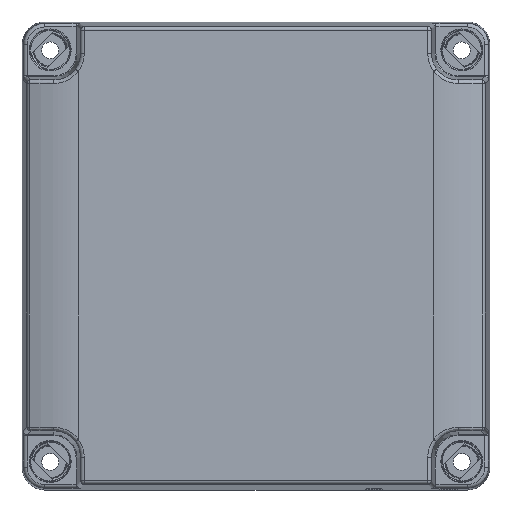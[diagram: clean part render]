
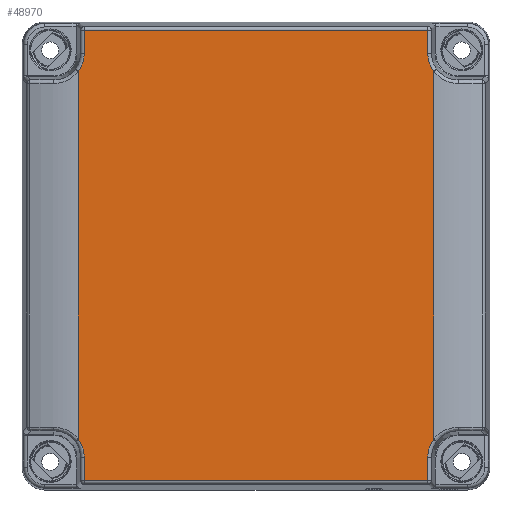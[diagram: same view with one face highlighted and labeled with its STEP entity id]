
A CAD part, top view. The second image highlights one B-rep face of the part: STEP entity #48970.
In plain terms, the highlighted planar face has unit normal (0, 0, 1).
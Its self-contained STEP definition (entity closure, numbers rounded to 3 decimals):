
#42849=DIRECTION('',(-1.,0.,0.));
#42850=VECTOR('',#42849,91.802);
#42851=CARTESIAN_POINT('',(45.901,-60.208,75.));
#42852=LINE('',#42851,#42850);
#43142=DIRECTION('',(1.,0.,0.));
#43143=VECTOR('',#43142,91.802);
#43144=CARTESIAN_POINT('',(-45.901,60.208,75.));
#43145=LINE('',#43144,#43143);
#43390=DIRECTION('',(0.,1.,0.));
#43391=VECTOR('',#43390,6.208);
#43392=CARTESIAN_POINT('',(-45.901,54.,75.));
#43393=LINE('',#43392,#43391);
#43399=DIRECTION('',(0.,1.,0.));
#43400=VECTOR('',#43399,98.337);
#43401=CARTESIAN_POINT('',(-47.5,-49.168,
75.));
#43402=LINE('',#43401,#43400);
#43403=DIRECTION('',(0.,1.,0.));
#43404=VECTOR('',#43403,6.208);
#43405=CARTESIAN_POINT('',(45.901,54.,75.));
#43406=LINE('',#43405,#43404);
#43601=DIRECTION('',(0.,1.,0.));
#43602=VECTOR('',#43601,6.208);
#43603=CARTESIAN_POINT('',(45.901,-60.208,75.));
#43604=LINE('',#43603,#43602);
#43614=CARTESIAN_POINT('',(54.,-54.,75.));
#43615=DIRECTION('',(0.,0.,-1.));
#43616=DIRECTION('',(-1.,0.,0.));
#43617=AXIS2_PLACEMENT_3D('',#43614,#43615,#43616);
#43652=DIRECTION('',(0.,1.,0.));
#43653=VECTOR('',#43652,98.337);
#43654=CARTESIAN_POINT('',(47.5,-49.168,
75.));
#43655=LINE('',#43654,#43653);
#43695=CARTESIAN_POINT('',(47.5,49.168,75.));
#43711=CARTESIAN_POINT('',(54.,54.,75.));
#43712=DIRECTION('',(0.,0.,-1.));
#43713=DIRECTION('',(-0.803,-0.597,0.));
#43714=AXIS2_PLACEMENT_3D('',#43711,#43712,#43713);
#43753=DIRECTION('',(0.,-1.,0.));
#43754=VECTOR('',#43753,6.208);
#43755=CARTESIAN_POINT('',(-45.901,-54.,75.));
#43756=LINE('',#43755,#43754);
#43889=CARTESIAN_POINT('',(-54.,-54.,75.));
#43890=DIRECTION('',(0.,0.,-1.));
#43891=DIRECTION('',(0.803,0.597,0.));
#43892=AXIS2_PLACEMENT_3D('',#43889,#43890,#43891);
#43913=CARTESIAN_POINT('',(-54.,54.,75.));
#43914=DIRECTION('',(0.,0.,1.));
#43915=DIRECTION('',(0.803,-0.597,0.));
#43916=AXIS2_PLACEMENT_3D('',#43913,#43914,#43915);
#44730=CARTESIAN_POINT('',(-45.901,54.,75.));
#44731=CARTESIAN_POINT('',(-45.901,60.208,75.));
#44732=VERTEX_POINT('',#44730);
#44733=VERTEX_POINT('',#44731);
#44736=CARTESIAN_POINT('',(-47.5,49.168,75.));
#44737=VERTEX_POINT('',#44736);
#44742=CARTESIAN_POINT('',(45.901,60.208,75.));
#44743=VERTEX_POINT('',#44742);
#44804=CARTESIAN_POINT('',(45.901,-60.208,75.));
#44805=CARTESIAN_POINT('',(-45.901,-60.208,75.));
#44806=VERTEX_POINT('',#44804);
#44807=VERTEX_POINT('',#44805);
#44828=CARTESIAN_POINT('',(-45.901,-54.,75.));
#44829=VERTEX_POINT('',#44828);
#44832=CARTESIAN_POINT('',(-47.5,-49.168,75.));
#44833=VERTEX_POINT('',#44832);
#44838=CARTESIAN_POINT('',(45.901,-54.,75.));
#44839=VERTEX_POINT('',#44838);
#44842=CARTESIAN_POINT('',(47.5,-49.168,75.));
#44843=VERTEX_POINT('',#44842);
#44850=VERTEX_POINT('',#43695);
#44852=CARTESIAN_POINT('',(45.901,54.,75.));
#44853=VERTEX_POINT('',#44852);
#48943=CARTESIAN_POINT('',(-47.5,-62.5,75.));
#48944=DIRECTION('',(0.,0.,1.));
#48945=DIRECTION('',(1.,0.,0.));
#48946=AXIS2_PLACEMENT_3D('',#48943,#48944,#48945);
#48947=PLANE('',#48946);
#48948=ORIENTED_EDGE('',*,*,#48936,.T.);
#48949=ORIENTED_EDGE('',*,*,#48525,.T.);
#48951=ORIENTED_EDGE('',*,*,#48950,.F.);
#48953=ORIENTED_EDGE('',*,*,#48952,.F.);
#48955=ORIENTED_EDGE('',*,*,#48954,.F.);
#48957=ORIENTED_EDGE('',*,*,#48956,.F.);
#48959=ORIENTED_EDGE('',*,*,#48958,.F.);
#48960=ORIENTED_EDGE('',*,*,#48033,.T.);
#48962=ORIENTED_EDGE('',*,*,#48961,.F.);
#48964=ORIENTED_EDGE('',*,*,#48963,.F.);
#48965=ORIENTED_EDGE('',*,*,#48236,.T.);
#48967=ORIENTED_EDGE('',*,*,#48966,.T.);
#48968=EDGE_LOOP('',(#48948,#48949,#48951,#48953,#48955,#48957,#48959,#48960,
#48962,#48964,#48965,#48967));
#48969=FACE_OUTER_BOUND('',#48968,.F.);
#48970=ADVANCED_FACE('',(#48969),#48947,.T.);
#43618=CIRCLE('',#43617,8.099);
#43715=CIRCLE('',#43714,8.099);
#43893=CIRCLE('',#43892,8.099);
#43917=CIRCLE('',#43916,8.099);
#48033=EDGE_CURVE('',#44806,#44807,#42852,.T.);
#48236=EDGE_CURVE('',#44833,#44737,#43402,.T.);
#48525=EDGE_CURVE('',#44733,#44743,#43145,.T.);
#48936=EDGE_CURVE('',#44732,#44733,#43393,.T.);
#48950=EDGE_CURVE('',#44853,#44743,#43406,.T.);
#48952=EDGE_CURVE('',#44850,#44853,#43715,.T.);
#48954=EDGE_CURVE('',#44843,#44850,#43655,.T.);
#48956=EDGE_CURVE('',#44839,#44843,#43618,.T.);
#48958=EDGE_CURVE('',#44806,#44839,#43604,.T.);
#48961=EDGE_CURVE('',#44829,#44807,#43756,.T.);
#48963=EDGE_CURVE('',#44833,#44829,#43893,.T.);
#48966=EDGE_CURVE('',#44737,#44732,#43917,.T.);
